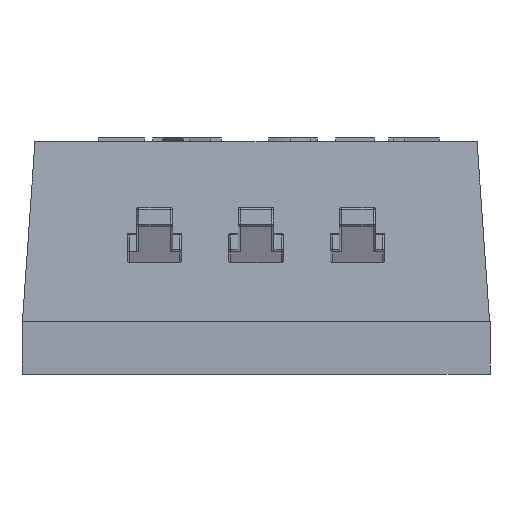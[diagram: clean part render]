
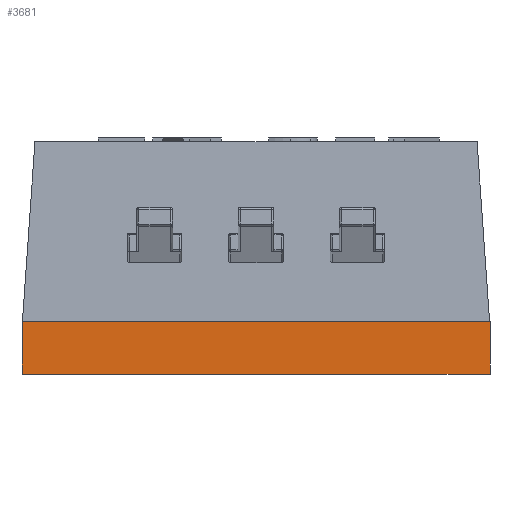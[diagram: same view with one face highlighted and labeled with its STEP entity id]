
A CAD part, front view. The second image highlights one B-rep face of the part: STEP entity #3681.
In plain terms, the highlighted planar face has unit normal (0, -1, 0).
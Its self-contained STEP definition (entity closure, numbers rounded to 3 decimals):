
#567=FACE_OUTER_BOUND('',#789,.T.);
#789=EDGE_LOOP('',(#3351,#3352,#3353,#3354,#3355,#3356));
#1072=LINE('',#6077,#1434);
#1078=LINE('',#6089,#1440);
#1085=LINE('',#6105,#1447);
#1091=LINE('',#6117,#1453);
#1130=LINE('',#6198,#1492);
#1149=LINE('',#6263,#1511);
#1434=VECTOR('',#4783,10.);
#1440=VECTOR('',#4793,10.);
#1447=VECTOR('',#4806,10.);
#1453=VECTOR('',#4816,10.);
#1492=VECTOR('',#4885,10.);
#1511=VECTOR('',#4962,10.);
#1762=VERTEX_POINT('',#6068);
#1766=VERTEX_POINT('',#6075);
#1770=VERTEX_POINT('',#6087);
#1775=VERTEX_POINT('',#6102);
#1776=VERTEX_POINT('',#6104);
#1780=VERTEX_POINT('',#6116);
#2241=EDGE_CURVE('',#1762,#1766,#1072,.T.);
#2247=EDGE_CURVE('',#1770,#1766,#1078,.T.);
#2254=EDGE_CURVE('',#1775,#1776,#1085,.T.);
#2260=EDGE_CURVE('',#1776,#1780,#1091,.T.);
#2301=EDGE_CURVE('',#1770,#1780,#1130,.T.);
#2335=EDGE_CURVE('',#1775,#1762,#1149,.T.);
#3351=ORIENTED_EDGE('',*,*,#2335,.T.);
#3352=ORIENTED_EDGE('',*,*,#2241,.T.);
#3353=ORIENTED_EDGE('',*,*,#2247,.F.);
#3354=ORIENTED_EDGE('',*,*,#2301,.T.);
#3355=ORIENTED_EDGE('',*,*,#2260,.F.);
#3356=ORIENTED_EDGE('',*,*,#2254,.F.);
#3469=PLANE('',#4004);
#3681=ADVANCED_FACE('',(#567),#3469,.T.);
#4004=AXIS2_PLACEMENT_3D('',#6271,#4972,#4973);
#4783=DIRECTION('',(-1.,0.,0.));
#4793=DIRECTION('',(0.,0.,1.));
#4806=DIRECTION('',(1.,0.,0.));
#4816=DIRECTION('',(0.,0.,-1.));
#4885=DIRECTION('',(1.,0.,0.));
#4962=DIRECTION('',(-1.,0.,0.));
#4972=DIRECTION('center_axis',(0.,-1.,0.));
#4973=DIRECTION('ref_axis',(-1.,0.,0.));
#6068=CARTESIAN_POINT('',(-5.854,-9.81,0.));
#6075=CARTESIAN_POINT('',(-5.864,-9.81,0.));
#6077=CARTESIAN_POINT('',(-5.854,-9.81,0.));
#6087=CARTESIAN_POINT('',(-5.864,-9.81,-1.32));
#6089=CARTESIAN_POINT('',(-5.864,-9.81,-1.32));
#6102=CARTESIAN_POINT('',(5.854,-9.81,0.));
#6104=CARTESIAN_POINT('',(5.864,-9.81,0.));
#6105=CARTESIAN_POINT('',(5.854,-9.81,0.));
#6116=CARTESIAN_POINT('',(5.864,-9.81,-1.32));
#6117=CARTESIAN_POINT('',(5.864,-9.81,0.));
#6198=CARTESIAN_POINT('',(5.854,-9.81,-1.32));
#6263=CARTESIAN_POINT('',(5.854,-9.81,0.));
#6271=CARTESIAN_POINT('Origin',(5.854,-9.81,0.));
